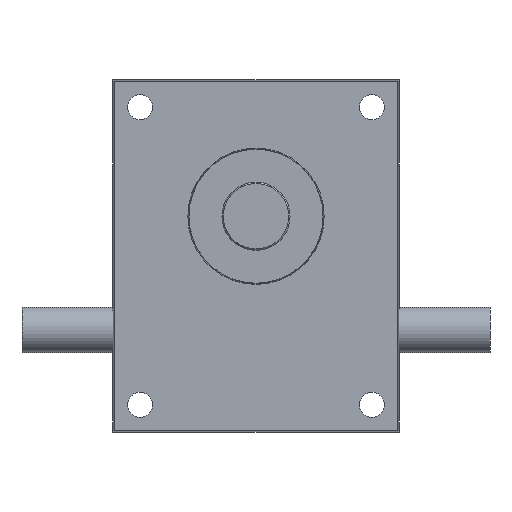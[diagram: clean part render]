
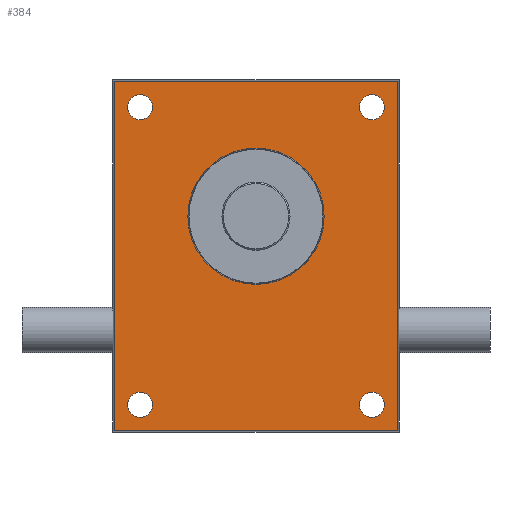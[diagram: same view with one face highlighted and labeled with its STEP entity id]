
A CAD part, front view. The second image highlights one B-rep face of the part: STEP entity #384.
In plain terms, the highlighted planar face has unit normal (0, -1, 0).
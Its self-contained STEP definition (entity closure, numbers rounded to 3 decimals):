
#384 = ADVANCED_FACE( '', ( #800, #801, #802, #803, #804, #805 ), #806, .F. );
#800 = FACE_BOUND( '', #1255, .T. );
#801 = FACE_BOUND( '', #1256, .T. );
#802 = FACE_BOUND( '', #1257, .T. );
#803 = FACE_BOUND( '', #1258, .T. );
#804 = FACE_BOUND( '', #1259, .T. );
#805 = FACE_OUTER_BOUND( '', #1260, .T. );
#806 = PLANE( '', #1261 );
#1255 = EDGE_LOOP( '', ( #2180 ) );
#1256 = EDGE_LOOP( '', ( #2181 ) );
#1257 = EDGE_LOOP( '', ( #2182 ) );
#1258 = EDGE_LOOP( '', ( #2183 ) );
#1259 = EDGE_LOOP( '', ( #2184 ) );
#1260 = EDGE_LOOP( '', ( #2185, #2186, #2187, #2188 ) );
#1261 = AXIS2_PLACEMENT_3D( '', #2189, #2190, #2191 );
#2180 = ORIENTED_EDGE( '', *, *, #2812, .F. );
#2181 = ORIENTED_EDGE( '', *, *, #2832, .F. );
#2182 = ORIENTED_EDGE( '', *, *, #2911, .F. );
#2183 = ORIENTED_EDGE( '', *, *, #2839, .F. );
#2184 = ORIENTED_EDGE( '', *, *, #2701, .F. );
#2185 = ORIENTED_EDGE( '', *, *, #2936, .T. );
#2186 = ORIENTED_EDGE( '', *, *, #2820, .F. );
#2187 = ORIENTED_EDGE( '', *, *, #2972, .F. );
#2188 = ORIENTED_EDGE( '', *, *, #3001, .T. );
#2189 = CARTESIAN_POINT( '', ( -62.5, -45., 110. ) );
#2190 = DIRECTION( '', ( 0., 1., 0. ) );
#2191 = DIRECTION( '', ( 0., 0., 1. ) );
#2701 = EDGE_CURVE( '', #3221, #3221, #3222, .F. );
#2812 = EDGE_CURVE( '', #3401, #3401, #3402, .F. );
#2820 = EDGE_CURVE( '', #3412, #3414, #3415, .T. );
#2832 = EDGE_CURVE( '', #3433, #3433, #3434, .F. );
#2839 = EDGE_CURVE( '', #3444, #3444, #3445, .F. );
#2911 = EDGE_CURVE( '', #3559, #3559, #3560, .F. );
#2936 = EDGE_CURVE( '', #3593, #3414, #3594, .T. );
#2972 = EDGE_CURVE( '', #3638, #3412, #3640, .T. );
#3001 = EDGE_CURVE( '', #3638, #3593, #3679, .T. );
#3221 = VERTEX_POINT( '', #3956 );
#3222 = CIRCLE( '', #3957, 30. );
#3401 = VERTEX_POINT( '', #4262 );
#3402 = CIRCLE( '', #4263, 5.5 );
#3412 = VERTEX_POINT( '', #4277 );
#3414 = VERTEX_POINT( '', #4280 );
#3415 = LINE( '', #4281, #4282 );
#3433 = VERTEX_POINT( '', #4305 );
#3434 = CIRCLE( '', #4306, 5.5 );
#3444 = VERTEX_POINT( '', #4317 );
#3445 = CIRCLE( '', #4318, 5.5 );
#3559 = VERTEX_POINT( '', #4476 );
#3560 = CIRCLE( '', #4477, 5.5 );
#3593 = VERTEX_POINT( '', #4520 );
#3594 = LINE( '', #4521, #4522 );
#3638 = VERTEX_POINT( '', #4583 );
#3640 = LINE( '', #4586, #4587 );
#3679 = LINE( '', #4638, #4639 );
#3956 = CARTESIAN_POINT( '', ( 0., -45., 80. ) );
#3957 = AXIS2_PLACEMENT_3D( '', #4847, #4848, #4849 );
#4262 = CARTESIAN_POINT( '', ( -51., -45., 103.5 ) );
#4263 = AXIS2_PLACEMENT_3D( '', #4968, #4969, #4970 );
#4277 = CARTESIAN_POINT( '', ( 62.5, -45., -44.5 ) );
#4280 = CARTESIAN_POINT( '', ( -62.5, -45., -44.5 ) );
#4281 = CARTESIAN_POINT( '', ( 90., -45., -44.5 ) );
#4282 = VECTOR( '', #4976, 1000. );
#4305 = CARTESIAN_POINT( '', ( 51., -45., 103.5 ) );
#4306 = AXIS2_PLACEMENT_3D( '', #4991, #4992, #4993 );
#4317 = CARTESIAN_POINT( '', ( 51., -45., -27.5 ) );
#4318 = AXIS2_PLACEMENT_3D( '', #5004, #5005, #5006 );
#4476 = CARTESIAN_POINT( '', ( -51., -45., -27.5 ) );
#4477 = AXIS2_PLACEMENT_3D( '', #5114, #5115, #5116 );
#4520 = CARTESIAN_POINT( '', ( -62.5, -45., 109.5 ) );
#4521 = CARTESIAN_POINT( '', ( -62.5, -45., 110. ) );
#4522 = VECTOR( '', #5142, 1000. );
#4583 = CARTESIAN_POINT( '', ( 62.5, -45., 109.5 ) );
#4586 = CARTESIAN_POINT( '', ( 62.5, -45., 110. ) );
#4587 = VECTOR( '', #5176, 1000. );
#4638 = CARTESIAN_POINT( '', ( 90., -45., 109.5 ) );
#4639 = VECTOR( '', #5213, 1000. );
#4847 = CARTESIAN_POINT( '', ( 0., -45., 50. ) );
#4848 = DIRECTION( '', ( 0., 1., 0. ) );
#4849 = DIRECTION( '', ( 0., 0., 1. ) );
#4968 = CARTESIAN_POINT( '', ( -51., -45., 98. ) );
#4969 = DIRECTION( '', ( 0., 1., 0. ) );
#4970 = DIRECTION( '', ( 0., 0., 1. ) );
#4976 = DIRECTION( '', ( -1., 0., 0. ) );
#4991 = CARTESIAN_POINT( '', ( 51., -45., 98. ) );
#4992 = DIRECTION( '', ( 0., 1., 0. ) );
#4993 = DIRECTION( '', ( 0., 0., 1. ) );
#5004 = CARTESIAN_POINT( '', ( 51., -45., -33. ) );
#5005 = DIRECTION( '', ( 0., 1., 0. ) );
#5006 = DIRECTION( '', ( 0., 0., 1. ) );
#5114 = CARTESIAN_POINT( '', ( -51., -45., -33. ) );
#5115 = DIRECTION( '', ( 0., 1., 0. ) );
#5116 = DIRECTION( '', ( 0., 0., 1. ) );
#5142 = DIRECTION( '', ( 0., 0., -1. ) );
#5176 = DIRECTION( '', ( 0., 0., -1. ) );
#5213 = DIRECTION( '', ( -1., 0., 0. ) );
